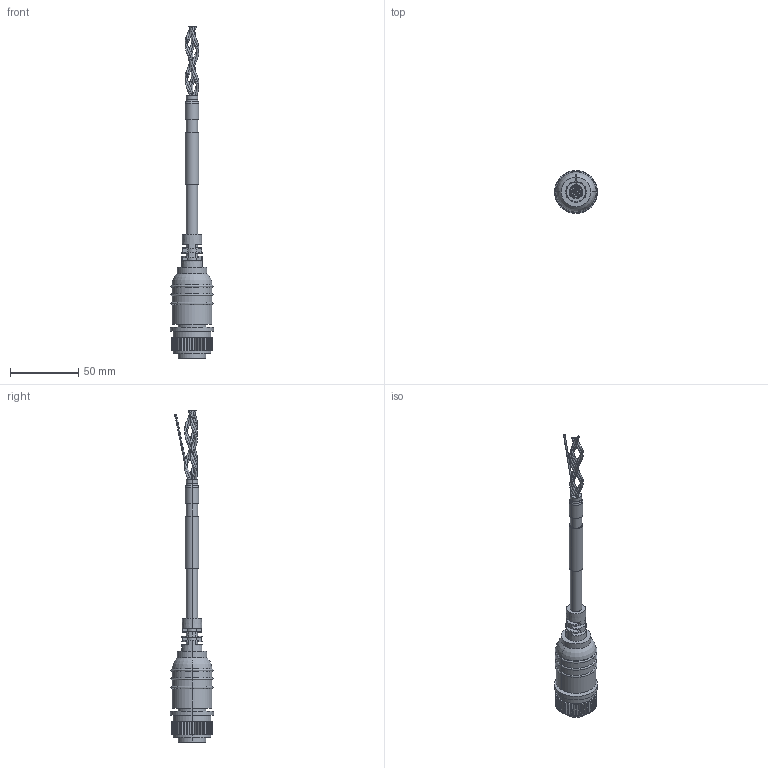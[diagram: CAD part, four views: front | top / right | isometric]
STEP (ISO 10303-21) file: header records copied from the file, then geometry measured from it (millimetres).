
FILE_DESCRIPTION (( 'STEP AP203' ), '1' );
FILE_NAME ('09911-002.STEP', '2019-04-04T18:00:23', ( '' ), ( '' ), 'SwSTEP 2.0', 'SolidWorks 2017', '' );
FILE_SCHEMA (( 'CONFIG_CONTROL_DESIGN' ));
Length unit declared in the file: inch
Products named in the file (1): 09911-002
Bounding box: 31.5 x 31.5 x 242.82 mm (x, y, z)
Volume: 49461.6 mm3; surface area: 21316 mm2
Topology: 3 solids, 3 shells, 277 faces, 740 edges, 486 vertices
Faces by surface type: plane 146, cylinder 100, bspline 17, torus 12, cone 2
Entity records: 18236 total; most frequent: CARTESIAN_POINT 11164, ORIENTED_EDGE 1480, DIRECTION 1468, EDGE_CURVE 740, AXIS2_PLACEMENT_3D 537, VERTEX_POINT 486, VECTOR 394, LINE 394
